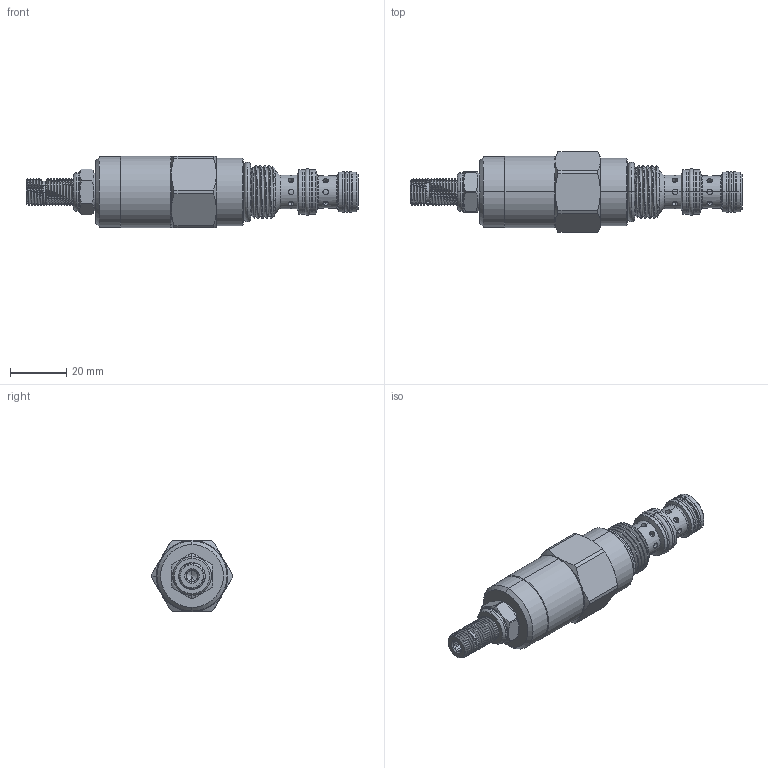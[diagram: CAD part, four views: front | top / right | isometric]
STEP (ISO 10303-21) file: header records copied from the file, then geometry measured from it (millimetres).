
FILE_DESCRIPTION (( 'STEP AP203' ), '1' );
FILE_NAME ('PD08W32-L.STEP', '2022-12-09T08:50:11', ( '' ), ( '' ), 'SwSTEP 2.0', 'SolidWorks 2018', '' );
FILE_SCHEMA (( 'CONFIG_CONTROL_DESIGN' ));
Length unit declared in the file: millimetre
Products named in the file (1): PD08W32-L
Bounding box: 118.3 x 28.57 x 25.4 mm (x, y, z)
Volume: 35758.6 mm3; surface area: 10995.7 mm2
Topology: 8 solids, 8 shells, 304 faces, 703 edges, 437 vertices
Faces by surface type: cylinder 163, plane 57, cone 49, torus 30, bspline 5
Entity records: 14991 total; most frequent: CARTESIAN_POINT 8328, ORIENTED_EDGE 1402, DIRECTION 1342, EDGE_CURVE 701, AXIS2_PLACEMENT_3D 558, VERTEX_POINT 437, EDGE_LOOP 340, ADVANCED_FACE 304
